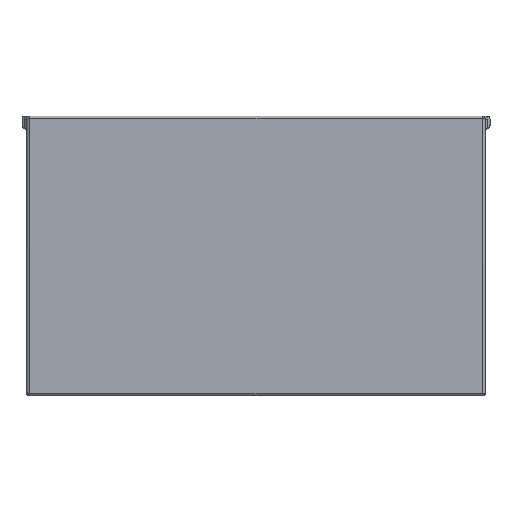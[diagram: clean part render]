
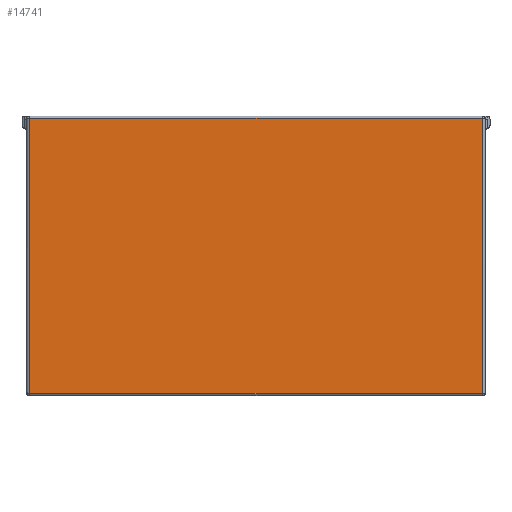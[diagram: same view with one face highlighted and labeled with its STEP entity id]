
A CAD part, top view. The second image highlights one B-rep face of the part: STEP entity #14741.
In plain terms, the highlighted planar face has unit normal (0, 0, 1).
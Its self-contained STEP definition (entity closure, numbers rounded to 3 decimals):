
#537=PLANE('',#16585);
#589=LINE('',#25996,#1603);
#654=LINE('',#26314,#1668);
#1537=LINE('',#30430,#2551);
#1539=LINE('',#30433,#2553);
#1603=VECTOR('',#16831,10.);
#1668=VECTOR('',#17032,10.);
#2551=VECTOR('',#21195,10.);
#2553=VECTOR('',#21199,10.);
#4031=FACE_OUTER_BOUND('',#4994,.T.);
#4994=EDGE_LOOP('',(#13602,#13603,#13604,#13605));
#6237=VERTEX_POINT('',#25965);
#6238=VERTEX_POINT('',#25988);
#6339=VERTEX_POINT('',#26231);
#6340=VERTEX_POINT('',#26254);
#7522=EDGE_CURVE('',#6238,#6237,#589,.T.);
#7644=EDGE_CURVE('',#6340,#6339,#654,.T.);
#9391=EDGE_CURVE('',#6237,#6340,#1537,.T.);
#9393=EDGE_CURVE('',#6238,#6339,#1539,.T.);
#13602=ORIENTED_EDGE('',*,*,#7522,.F.);
#13603=ORIENTED_EDGE('',*,*,#9393,.T.);
#13604=ORIENTED_EDGE('',*,*,#7644,.F.);
#13605=ORIENTED_EDGE('',*,*,#9391,.F.);
#14741=ADVANCED_FACE('',(#4031),#537,.F.);
#16585=AXIS2_PLACEMENT_3D('',#30432,#21197,#21198);
#16831=DIRECTION('',(0.,-1.,0.));
#17032=DIRECTION('',(0.,1.,0.));
#21195=DIRECTION('',(-1.,0.,0.));
#21197=DIRECTION('center_axis',(0.,0.,
-1.));
#21198=DIRECTION('ref_axis',(0.,-1.,0.));
#21199=DIRECTION('',(-1.,0.,0.));
#25965=CARTESIAN_POINT('',(7.45,-1.125,7.2));
#25988=CARTESIAN_POINT('',(7.45,7.925,7.2));
#25996=CARTESIAN_POINT('',(7.45,1.1,7.2));
#26231=CARTESIAN_POINT('',(-7.45,7.925,7.2));
#26254=CARTESIAN_POINT('',(-7.45,-1.125,7.2));
#26314=CARTESIAN_POINT('',(-7.45,1.1,7.2));
#30430=CARTESIAN_POINT('',(-7.,-1.125,7.2));
#30432=CARTESIAN_POINT('Origin',(-0.55,-1.2,7.2));
#30433=CARTESIAN_POINT('',(-7.,7.925,7.2));
